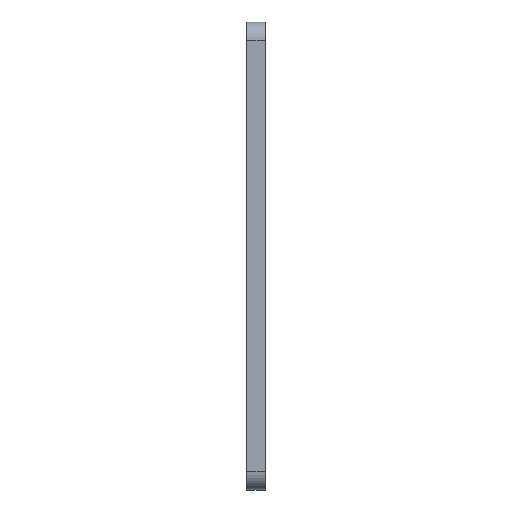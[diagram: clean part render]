
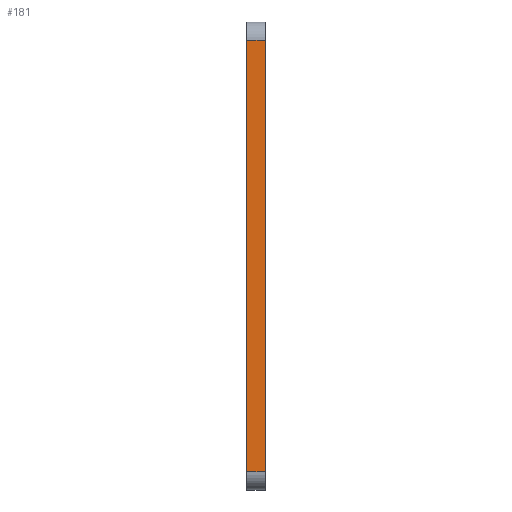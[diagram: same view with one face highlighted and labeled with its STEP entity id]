
A CAD part, left-side view. The second image highlights one B-rep face of the part: STEP entity #181.
In plain terms, the highlighted planar face has unit normal (-1, 0, 0).
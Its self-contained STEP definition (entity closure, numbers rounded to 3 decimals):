
#20 = DIRECTION ( 'NONE',  ( 0., 1., 0. ) ) ;
#21 = VERTEX_POINT ( 'NONE', #542 ) ;
#31 = ORIENTED_EDGE ( 'NONE', *, *, #294, .T. ) ;
#34 = ORIENTED_EDGE ( 'NONE', *, *, #119, .T. ) ;
#50 = VERTEX_POINT ( 'NONE', #69 ) ;
#69 = CARTESIAN_POINT ( 'NONE',  ( -38., 0., 55. ) ) ;
#83 = VERTEX_POINT ( 'NONE', #658 ) ;
#90 = VECTOR ( 'NONE', #20, 1000. ) ;
#95 = CARTESIAN_POINT ( 'NONE',  ( -38., 0., -18. ) ) ;
#119 = EDGE_CURVE ( 'NONE', #50, #83, #349, .T. ) ;
#131 = DIRECTION ( 'NONE',  ( 0., 0., 1. ) ) ;
#155 = PLANE ( 'NONE',  #587 ) ;
#181 = ADVANCED_FACE ( 'NONE', ( #750 ), #155, .T. ) ;
#193 = CARTESIAN_POINT ( 'NONE',  ( -38., 3., -18. ) ) ;
#212 = VERTEX_POINT ( 'NONE', #633 ) ;
#216 = EDGE_CURVE ( 'NONE', #212, #21, #815, .T. ) ;
#227 = DIRECTION ( 'NONE',  ( -1., 0., 0. ) ) ;
#294 = EDGE_CURVE ( 'NONE', #21, #50, #570, .T. ) ;
#341 = ORIENTED_EDGE ( 'NONE', *, *, #216, .T. ) ;
#349 = LINE ( 'NONE', #610, #90 ) ;
#421 = DIRECTION ( 'NONE',  ( 0., 0., 1. ) ) ;
#438 = EDGE_CURVE ( 'NONE', #212, #83, #727, .T. ) ;
#520 = DIRECTION ( 'NONE',  ( 0., 0., 1. ) ) ;
#542 = CARTESIAN_POINT ( 'NONE',  ( -38., 0., -15. ) ) ;
#549 = VECTOR ( 'NONE', #567, 1000. ) ;
#567 = DIRECTION ( 'NONE',  ( 0., -1., 0. ) ) ;
#570 = LINE ( 'NONE', #710, #576 ) ;
#576 = VECTOR ( 'NONE', #520, 1000. ) ;
#587 = AXIS2_PLACEMENT_3D ( 'NONE', #95, #227, #421 ) ;
#610 = CARTESIAN_POINT ( 'NONE',  ( -38., 0., 55. ) ) ;
#633 = CARTESIAN_POINT ( 'NONE',  ( -38., 3., -15. ) ) ;
#642 = ORIENTED_EDGE ( 'NONE', *, *, #438, .F. ) ;
#658 = CARTESIAN_POINT ( 'NONE',  ( -38., 3., 55. ) ) ;
#671 = EDGE_LOOP ( 'NONE', ( #31, #34, #642, #341 ) ) ;
#687 = CARTESIAN_POINT ( 'NONE',  ( -38., 0., -15. ) ) ;
#694 = VECTOR ( 'NONE', #131, 1000. ) ;
#710 = CARTESIAN_POINT ( 'NONE',  ( -38., 0., -18. ) ) ;
#727 = LINE ( 'NONE', #193, #694 ) ;
#750 = FACE_OUTER_BOUND ( 'NONE', #671, .T. ) ;
#815 = LINE ( 'NONE', #687, #549 ) ;
